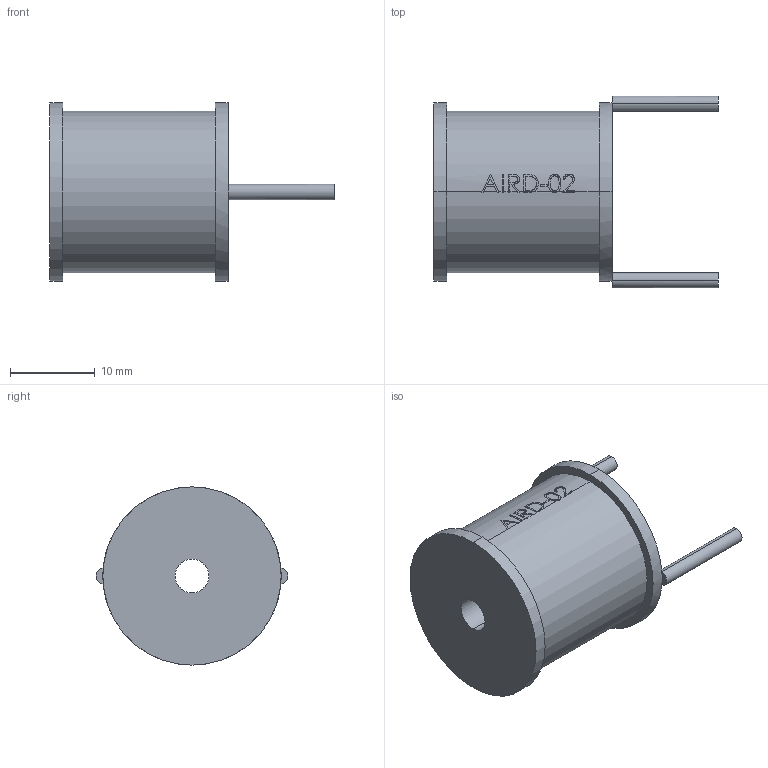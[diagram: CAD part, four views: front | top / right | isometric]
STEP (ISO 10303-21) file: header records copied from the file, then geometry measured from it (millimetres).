
FILE_DESCRIPTION (( 'STEP AP214' ), '1' );
FILE_NAME ('AIRD-02.STEP', '2013-09-26T10:48:48', ( '' ), ( '' ), 'SwSTEP 2.0', 'SolidWorks 2012', '' );
FILE_SCHEMA (( 'AUTOMOTIVE_DESIGN' ));
Length unit declared in the file: millimetre
Products named in the file (1): AIRD-02
Bounding box: 33.5 x 22.6 x 21 mm (x, y, z)
Volume: 5942.4 mm3; surface area: 2475.9 mm2
Topology: 1 solids, 1 shells, 110 faces, 299 edges, 198 vertices
Faces by surface type: plane 39, bspline 38, cylinder 33
Entity records: 7654 total; most frequent: CARTESIAN_POINT 4977, ORIENTED_EDGE 598, DIRECTION 363, EDGE_CURVE 299, VERTEX_POINT 198, B_SPLINE_CURVE_WITH_KNOTS 146, AXIS2_PLACEMENT_3D 137, EDGE_LOOP 119
